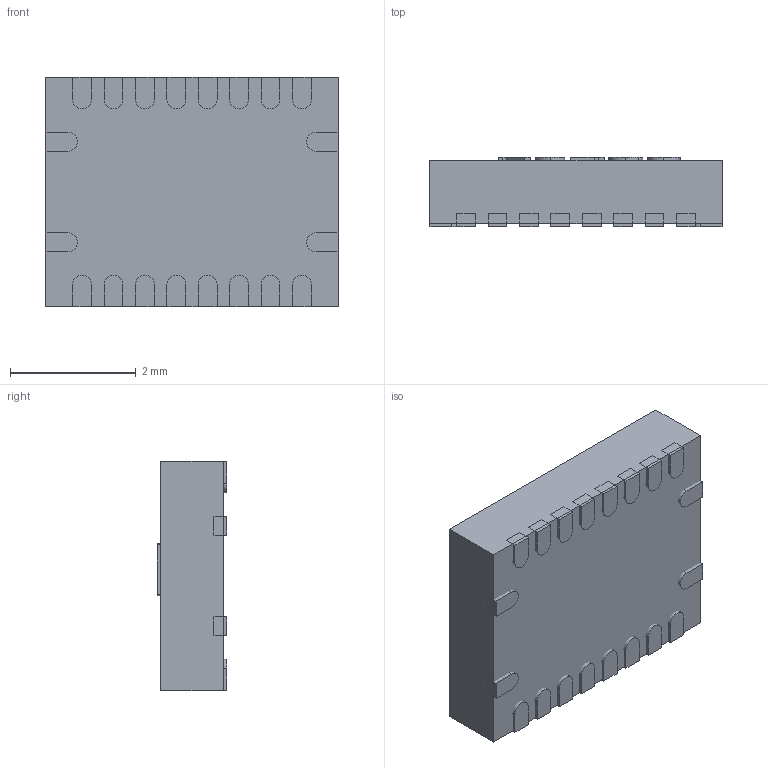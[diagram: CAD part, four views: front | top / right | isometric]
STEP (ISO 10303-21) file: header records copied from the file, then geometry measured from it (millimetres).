
FILE_DESCRIPTION (( 'STEP AP214' ), '1' );
FILE_NAME ('ELD-0000688.STEP', '2013-06-26T07:12:09', ( '' ), ( '' ), 'SwSTEP 2.0', 'SolidWorks 2011', '' );
FILE_SCHEMA (( 'AUTOMOTIVE_DESIGN' ));
Length unit declared in the file: millimetre
Products named in the file (1): ELD-0000688
Bounding box: 4.65 x 1.1 x 3.65 mm (x, y, z)
Volume: 17.6 mm3; surface area: 63 mm2
Topology: 21 solids, 21 shells, 223 faces, 513 edges, 342 vertices
Faces by surface type: plane 148, bspline 45, cylinder 30
Entity records: 9673 total; most frequent: CARTESIAN_POINT 3724, ORIENTED_EDGE 1026, DIRECTION 841, EDGE_CURVE 513, LINE 363, VECTOR 363, VERTEX_POINT 342, AXIS2_PLACEMENT_3D 239
